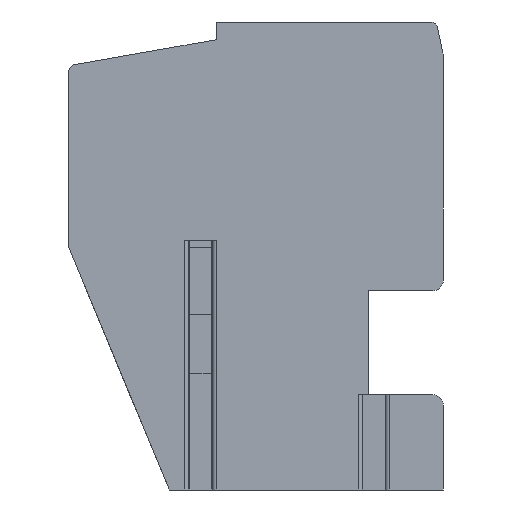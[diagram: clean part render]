
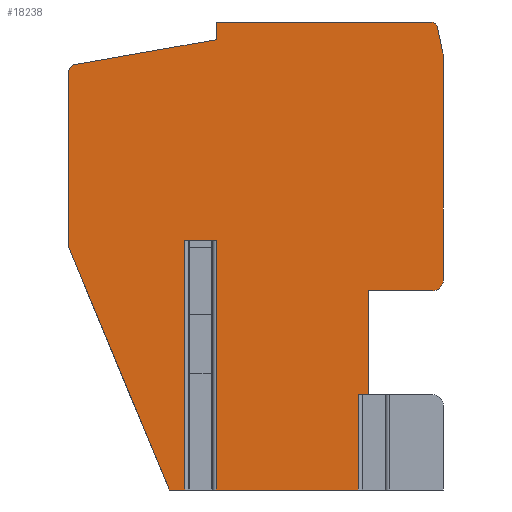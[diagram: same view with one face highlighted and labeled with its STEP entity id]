
A CAD part, left-side view. The second image highlights one B-rep face of the part: STEP entity #18238.
In plain terms, the highlighted planar face has unit normal (-1, 0, 0).
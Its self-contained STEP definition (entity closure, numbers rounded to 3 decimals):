
#18=DIRECTION('',(0.,0.,-1.));
#19=VECTOR('',#18,2.75);
#20=CARTESIAN_POINT('',(0.,-2.949,
-4.));
#21=LINE('',#20,#19);
#22=DIRECTION('',(0.,0.,-1.));
#23=VECTOR('',#22,7.2);
#24=CARTESIAN_POINT('',(0.,1.149,0.45));
#25=LINE('',#24,#23);
#26=DIRECTION('',(0.,1.,0.));
#27=VECTOR('',#26,0.901);
#28=CARTESIAN_POINT('',(0.,1.149,0.45));
#29=LINE('',#28,#27);
#30=DIRECTION('',(0.,0.,-1.));
#31=VECTOR('',#30,7.2);
#32=CARTESIAN_POINT('',(0.,2.05,0.45));
#33=LINE('',#32,#31);
#34=DIRECTION('',(0.,-0.383,-0.924));
#35=VECTOR('',#34,7.577);
#36=CARTESIAN_POINT('',(0.,5.4,0.25));
#37=LINE('',#36,#35);
#38=DIRECTION('',(0.,0.,1.));
#39=VECTOR('',#38,5.072);
#40=CARTESIAN_POINT('',(0.,5.4,0.25));
#41=LINE('',#40,#39);
#42=CARTESIAN_POINT('',(0.,5.2,5.322));
#43=DIRECTION('',(1.,0.,0.));
#44=DIRECTION('',(0.,1.,0.));
#45=AXIS2_PLACEMENT_3D('',#42,#43,#44);
#47=DIRECTION('',(0.,-0.985,0.174));
#48=VECTOR('',#47,4.148);
#49=CARTESIAN_POINT('',(0.,5.235,5.519));
#50=LINE('',#49,#48);
#51=DIRECTION('',(0.,0.,1.));
#52=VECTOR('',#51,0.511);
#53=CARTESIAN_POINT('',(0.,1.15,6.239));
#54=LINE('',#53,#52);
#55=DIRECTION('',(0.,-1.,0.));
#56=VECTOR('',#55,6.188);
#57=CARTESIAN_POINT('',(0.,1.15,6.75));
#58=LINE('',#57,#56);
#59=CARTESIAN_POINT('',(0.,-5.038,6.55));
#60=DIRECTION('',(1.,0.,0.));
#61=DIRECTION('',(0.,0.,1.));
#62=AXIS2_PLACEMENT_3D('',#59,#60,#61);
#64=DIRECTION('',(0.,-0.208,-0.978));
#65=VECTOR('',#64,0.747);
#66=CARTESIAN_POINT('',(0.,-5.234,6.592));
#67=LINE('',#66,#65);
#68=CARTESIAN_POINT('',(0.,-4.9,5.757));
#69=DIRECTION('',(1.,0.,0.));
#70=DIRECTION('',(0.,-0.978,0.208));
#71=AXIS2_PLACEMENT_3D('',#68,#69,#70);
#73=DIRECTION('',(0.,0.,-1.));
#74=VECTOR('',#73,6.457);
#75=CARTESIAN_POINT('',(0.,-5.4,5.757));
#76=LINE('',#75,#74);
#77=CARTESIAN_POINT('',(0.,-5.1,-0.7));
#78=DIRECTION('',(1.,0.,0.));
#79=DIRECTION('',(0.,-1.,0.));
#80=AXIS2_PLACEMENT_3D('',#77,#78,#79);
#82=DIRECTION('',(0.,1.,0.));
#83=VECTOR('',#82,1.85);
#84=CARTESIAN_POINT('',(0.,-5.1,-1.));
#85=LINE('',#84,#83);
#86=DIRECTION('',(0.,0.,-1.));
#87=VECTOR('',#86,3.);
#88=CARTESIAN_POINT('',(0.,-3.25,-1.));
#89=LINE('',#88,#87);
#90=DIRECTION('',(0.,-1.,0.));
#91=VECTOR('',#90,0.301);
#92=CARTESIAN_POINT('',(0.,-2.949,
-4.));
#93=LINE('',#92,#91);
#385=DIRECTION('',(0.,-1.,0.));
#386=VECTOR('',#385,0.45);
#387=CARTESIAN_POINT('',(0.,2.5,-6.75));
#388=LINE('',#387,#386);
#421=DIRECTION('',(0.,-1.,0.));
#422=VECTOR('',#421,4.098);
#423=CARTESIAN_POINT('',(0.,1.149,
-6.75));
#424=LINE('',#423,#422);
#14067=CARTESIAN_POINT('',(0.,5.4,5.322));
#14068=CARTESIAN_POINT('',(0.,5.235,5.519));
#14069=VERTEX_POINT('',#14067);
#14070=VERTEX_POINT('',#14068);
#14071=CARTESIAN_POINT('',(0.,1.15,6.239));
#14072=VERTEX_POINT('',#14071);
#14073=CARTESIAN_POINT('',(0.,1.15,6.75));
#14074=VERTEX_POINT('',#14073);
#14075=CARTESIAN_POINT('',(0.,-5.038,6.75));
#14076=VERTEX_POINT('',#14075);
#14077=CARTESIAN_POINT('',(0.,-5.234,6.592));
#14078=VERTEX_POINT('',#14077);
#14079=CARTESIAN_POINT('',(0.,-5.389,5.86));
#14080=VERTEX_POINT('',#14079);
#14081=CARTESIAN_POINT('',(0.,-5.4,5.757));
#14082=VERTEX_POINT('',#14081);
#14083=CARTESIAN_POINT('',(0.,-5.4,-0.7));
#14084=VERTEX_POINT('',#14083);
#14085=CARTESIAN_POINT('',(0.,-5.1,-1.));
#14086=VERTEX_POINT('',#14085);
#14087=CARTESIAN_POINT('',(0.,-3.25,-1.));
#14088=VERTEX_POINT('',#14087);
#15229=CARTESIAN_POINT('',(0.,5.4,0.25));
#15230=VERTEX_POINT('',#15229);
#15261=CARTESIAN_POINT('',(0.,1.149,
0.45));
#15262=CARTESIAN_POINT('',(0.,2.05,
0.45));
#15263=VERTEX_POINT('',#15261);
#15264=VERTEX_POINT('',#15262);
#15265=CARTESIAN_POINT('',(0.,1.149,
-6.75));
#15266=VERTEX_POINT('',#15265);
#15267=CARTESIAN_POINT('',(0.,2.05,
-6.75));
#15268=VERTEX_POINT('',#15267);
#15281=CARTESIAN_POINT('',(0.,2.5,-6.75));
#15282=VERTEX_POINT('',#15281);
#15293=CARTESIAN_POINT('',(0.,-2.949,
-4.));
#15294=CARTESIAN_POINT('',(0.,-2.949,
-6.75));
#15295=VERTEX_POINT('',#15293);
#15296=VERTEX_POINT('',#15294);
#15297=CARTESIAN_POINT('',(0.,-3.25,-4.));
#15298=VERTEX_POINT('',#15297);
#18191=CARTESIAN_POINT('',(0.,0.,0.));
#18192=DIRECTION('',(1.,0.,0.));
#18193=DIRECTION('',(0.,0.,-1.));
#18194=AXIS2_PLACEMENT_3D('',#18191,#18192,#18193);
#18195=PLANE('',#18194);
#18197=ORIENTED_EDGE('',*,*,#18196,.T.);
#18199=ORIENTED_EDGE('',*,*,#18198,.F.);
#18201=ORIENTED_EDGE('',*,*,#18200,.F.);
#18203=ORIENTED_EDGE('',*,*,#18202,.T.);
#18205=ORIENTED_EDGE('',*,*,#18204,.T.);
#18207=ORIENTED_EDGE('',*,*,#18206,.F.);
#18209=ORIENTED_EDGE('',*,*,#18208,.F.);
#18211=ORIENTED_EDGE('',*,*,#18210,.T.);
#18213=ORIENTED_EDGE('',*,*,#18212,.T.);
#18215=ORIENTED_EDGE('',*,*,#18214,.T.);
#18217=ORIENTED_EDGE('',*,*,#18216,.T.);
#18219=ORIENTED_EDGE('',*,*,#18218,.T.);
#18221=ORIENTED_EDGE('',*,*,#18220,.T.);
#18223=ORIENTED_EDGE('',*,*,#18222,.T.);
#18225=ORIENTED_EDGE('',*,*,#18224,.T.);
#18227=ORIENTED_EDGE('',*,*,#18226,.T.);
#18229=ORIENTED_EDGE('',*,*,#18228,.T.);
#18231=ORIENTED_EDGE('',*,*,#18230,.T.);
#18233=ORIENTED_EDGE('',*,*,#18232,.T.);
#18235=ORIENTED_EDGE('',*,*,#18234,.F.);
#18236=EDGE_LOOP('',(#18197,#18199,#18201,#18203,#18205,#18207,#18209,#18211,
#18213,#18215,#18217,#18219,#18221,#18223,#18225,#18227,#18229,#18231,#18233,
#18235));
#18237=FACE_OUTER_BOUND('',#18236,.F.);
#18238=ADVANCED_FACE('',(#18237),#18195,.F.);
#46=CIRCLE('',#45,0.2);
#63=CIRCLE('',#62,0.2);
#72=CIRCLE('',#71,0.5);
#81=CIRCLE('',#80,0.3);
#18196=EDGE_CURVE('',#15295,#15296,#21,.T.);
#18198=EDGE_CURVE('',#15266,#15296,#424,.T.);
#18200=EDGE_CURVE('',#15263,#15266,#25,.T.);
#18202=EDGE_CURVE('',#15263,#15264,#29,.T.);
#18204=EDGE_CURVE('',#15264,#15268,#33,.T.);
#18206=EDGE_CURVE('',#15282,#15268,#388,.T.);
#18208=EDGE_CURVE('',#15230,#15282,#37,.T.);
#18210=EDGE_CURVE('',#15230,#14069,#41,.T.);
#18212=EDGE_CURVE('',#14069,#14070,#46,.T.);
#18214=EDGE_CURVE('',#14070,#14072,#50,.T.);
#18216=EDGE_CURVE('',#14072,#14074,#54,.T.);
#18218=EDGE_CURVE('',#14074,#14076,#58,.T.);
#18220=EDGE_CURVE('',#14076,#14078,#63,.T.);
#18222=EDGE_CURVE('',#14078,#14080,#67,.T.);
#18224=EDGE_CURVE('',#14080,#14082,#72,.T.);
#18226=EDGE_CURVE('',#14082,#14084,#76,.T.);
#18228=EDGE_CURVE('',#14084,#14086,#81,.T.);
#18230=EDGE_CURVE('',#14086,#14088,#85,.T.);
#18232=EDGE_CURVE('',#14088,#15298,#89,.T.);
#18234=EDGE_CURVE('',#15295,#15298,#93,.T.);
